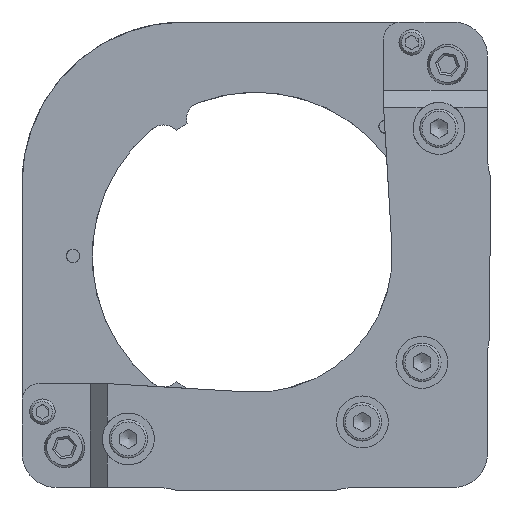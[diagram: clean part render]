
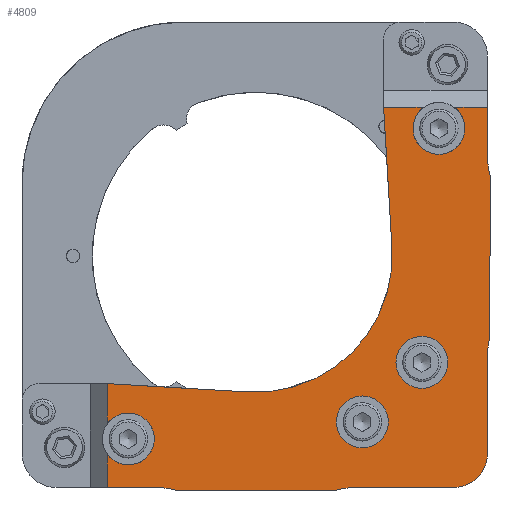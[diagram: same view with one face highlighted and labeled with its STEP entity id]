
A CAD part, left-side view. The second image highlights one B-rep face of the part: STEP entity #4809.
In plain terms, the highlighted face is planar.
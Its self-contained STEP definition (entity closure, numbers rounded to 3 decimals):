
#254=FACE_BOUND('',#749,.T.);
#255=FACE_BOUND('',#750,.T.);
#318=PLANE('',#5361);
#462=FACE_OUTER_BOUND('',#748,.T.);
#748=EDGE_LOOP('',(#3541,#3542,#3543,#3544,#3545,#3546,#3547,#3548,#3549,
#3550,#3551,#3552,#3553,#3554,#3555,#3556,#3557,#3558,#3559,#3560,#3561,
#3562));
#749=EDGE_LOOP('',(#3563,#3564));
#750=EDGE_LOOP('',(#3565,#3566));
#1097=CIRCLE('',#5362,3.05);
#1098=CIRCLE('',#5363,3.05);
#1099=CIRCLE('',#5364,8.);
#1100=CIRCLE('',#5365,8.);
#1101=CIRCLE('',#5366,4.);
#1102=CIRCLE('',#5367,8.);
#1103=CIRCLE('',#5368,8.);
#1104=CIRCLE('',#5369,3.05);
#1105=CIRCLE('',#5370,3.05);
#1106=CIRCLE('',#5371,16.);
#1107=CIRCLE('',#5372,3.05);
#1108=CIRCLE('',#5373,3.05);
#1109=CIRCLE('',#5374,3.05);
#1110=CIRCLE('',#5375,3.05);
#1376=LINE('',#7698,#1714);
#1382=LINE('',#7715,#1720);
#1403=LINE('',#7840,#1741);
#1404=LINE('',#7846,#1742);
#1405=LINE('',#7848,#1743);
#1406=LINE('',#7852,#1744);
#1407=LINE('',#7856,#1745);
#1408=LINE('',#7860,#1746);
#1409=LINE('',#7864,#1747);
#1410=LINE('',#7868,#1748);
#1411=LINE('',#7870,#1749);
#1412=LINE('',#7875,#1750);
#1714=VECTOR('',#6143,10.);
#1720=VECTOR('',#6155,10.);
#1741=VECTOR('',#6224,10.);
#1742=VECTOR('',#6229,10.);
#1743=VECTOR('',#6230,10.);
#1744=VECTOR('',#6233,10.);
#1745=VECTOR('',#6236,10.);
#1746=VECTOR('',#6239,10.);
#1747=VECTOR('',#6242,10.);
#1748=VECTOR('',#6245,10.);
#1749=VECTOR('',#6246,10.);
#1750=VECTOR('',#6251,10.);
#2100=VERTEX_POINT('',#7695);
#2101=VERTEX_POINT('',#7697);
#2108=VERTEX_POINT('',#7712);
#2109=VERTEX_POINT('',#7714);
#2147=VERTEX_POINT('',#7839);
#2148=VERTEX_POINT('',#7841);
#2149=VERTEX_POINT('',#7843);
#2150=VERTEX_POINT('',#7845);
#2151=VERTEX_POINT('',#7847);
#2152=VERTEX_POINT('',#7849);
#2153=VERTEX_POINT('',#7851);
#2154=VERTEX_POINT('',#7853);
#2155=VERTEX_POINT('',#7855);
#2156=VERTEX_POINT('',#7857);
#2157=VERTEX_POINT('',#7859);
#2158=VERTEX_POINT('',#7861);
#2159=VERTEX_POINT('',#7863);
#2160=VERTEX_POINT('',#7865);
#2161=VERTEX_POINT('',#7867);
#2162=VERTEX_POINT('',#7869);
#2163=VERTEX_POINT('',#7871);
#2164=VERTEX_POINT('',#7873);
#2165=VERTEX_POINT('',#7877);
#2166=VERTEX_POINT('',#7878);
#2167=VERTEX_POINT('',#7881);
#2168=VERTEX_POINT('',#7882);
#2640=EDGE_CURVE('',#2101,#2100,#1376,.T.);
#2648=EDGE_CURVE('',#2109,#2108,#1382,.T.);
#2692=EDGE_CURVE('',#2147,#2100,#1403,.T.);
#2693=EDGE_CURVE('',#2147,#2148,#1097,.T.);
#2694=EDGE_CURVE('',#2148,#2149,#1098,.T.);
#2695=EDGE_CURVE('',#2150,#2149,#1404,.T.);
#2696=EDGE_CURVE('',#2150,#2151,#1405,.T.);
#2697=EDGE_CURVE('',#2151,#2152,#1099,.F.);
#2698=EDGE_CURVE('',#2152,#2153,#1406,.T.);
#2699=EDGE_CURVE('',#2153,#2154,#1100,.F.);
#2700=EDGE_CURVE('',#2154,#2155,#1407,.T.);
#2701=EDGE_CURVE('',#2156,#2155,#1101,.T.);
#2702=EDGE_CURVE('',#2156,#2157,#1408,.T.);
#2703=EDGE_CURVE('',#2157,#2158,#1102,.F.);
#2704=EDGE_CURVE('',#2158,#2159,#1409,.T.);
#2705=EDGE_CURVE('',#2159,#2160,#1103,.F.);
#2706=EDGE_CURVE('',#2160,#2161,#1410,.T.);
#2707=EDGE_CURVE('',#2162,#2161,#1411,.T.);
#2708=EDGE_CURVE('',#2162,#2163,#1104,.T.);
#2709=EDGE_CURVE('',#2163,#2164,#1105,.T.);
#2710=EDGE_CURVE('',#2109,#2164,#1412,.T.);
#2711=EDGE_CURVE('',#2108,#2101,#1106,.T.);
#2712=EDGE_CURVE('',#2165,#2166,#1107,.T.);
#2713=EDGE_CURVE('',#2166,#2165,#1108,.T.);
#2714=EDGE_CURVE('',#2167,#2168,#1109,.T.);
#2715=EDGE_CURVE('',#2168,#2167,#1110,.T.);
#3541=ORIENTED_EDGE('',*,*,#2640,.T.);
#3542=ORIENTED_EDGE('',*,*,#2692,.F.);
#3543=ORIENTED_EDGE('',*,*,#2693,.T.);
#3544=ORIENTED_EDGE('',*,*,#2694,.T.);
#3545=ORIENTED_EDGE('',*,*,#2695,.F.);
#3546=ORIENTED_EDGE('',*,*,#2696,.T.);
#3547=ORIENTED_EDGE('',*,*,#2697,.T.);
#3548=ORIENTED_EDGE('',*,*,#2698,.T.);
#3549=ORIENTED_EDGE('',*,*,#2699,.T.);
#3550=ORIENTED_EDGE('',*,*,#2700,.T.);
#3551=ORIENTED_EDGE('',*,*,#2701,.F.);
#3552=ORIENTED_EDGE('',*,*,#2702,.T.);
#3553=ORIENTED_EDGE('',*,*,#2703,.T.);
#3554=ORIENTED_EDGE('',*,*,#2704,.T.);
#3555=ORIENTED_EDGE('',*,*,#2705,.T.);
#3556=ORIENTED_EDGE('',*,*,#2706,.T.);
#3557=ORIENTED_EDGE('',*,*,#2707,.F.);
#3558=ORIENTED_EDGE('',*,*,#2708,.T.);
#3559=ORIENTED_EDGE('',*,*,#2709,.T.);
#3560=ORIENTED_EDGE('',*,*,#2710,.F.);
#3561=ORIENTED_EDGE('',*,*,#2648,.T.);
#3562=ORIENTED_EDGE('',*,*,#2711,.T.);
#3563=ORIENTED_EDGE('',*,*,#2712,.T.);
#3564=ORIENTED_EDGE('',*,*,#2713,.T.);
#3565=ORIENTED_EDGE('',*,*,#2714,.T.);
#3566=ORIENTED_EDGE('',*,*,#2715,.T.);
#4809=ADVANCED_FACE('',(#462,#254,#255),#318,.T.);
#5361=AXIS2_PLACEMENT_3D('',#7838,#6222,#6223);
#5362=AXIS2_PLACEMENT_3D('',#7842,#6225,#6226);
#5363=AXIS2_PLACEMENT_3D('',#7844,#6227,#6228);
#5364=AXIS2_PLACEMENT_3D('',#7850,#6231,#6232);
#5365=AXIS2_PLACEMENT_3D('',#7854,#6234,#6235);
#5366=AXIS2_PLACEMENT_3D('',#7858,#6237,#6238);
#5367=AXIS2_PLACEMENT_3D('',#7862,#6240,#6241);
#5368=AXIS2_PLACEMENT_3D('',#7866,#6243,#6244);
#5369=AXIS2_PLACEMENT_3D('',#7872,#6247,#6248);
#5370=AXIS2_PLACEMENT_3D('',#7874,#6249,#6250);
#5371=AXIS2_PLACEMENT_3D('',#7876,#6252,#6253);
#5372=AXIS2_PLACEMENT_3D('',#7879,#6254,#6255);
#5373=AXIS2_PLACEMENT_3D('',#7880,#6256,#6257);
#5374=AXIS2_PLACEMENT_3D('',#7883,#6258,#6259);
#5375=AXIS2_PLACEMENT_3D('',#7884,#6260,#6261);
#6143=DIRECTION('',(0.,0.998,-0.059));
#6155=DIRECTION('',(0.,-0.059,0.998));
#6222=DIRECTION('center_axis',(1.,0.,0.));
#6223=DIRECTION('ref_axis',(0.,0.,-1.));
#6224=DIRECTION('',(0.,0.,-1.));
#6225=DIRECTION('center_axis',(-1.,0.,0.));
#6226=DIRECTION('ref_axis',(0.,0.,-1.));
#6227=DIRECTION('center_axis',(-1.,0.,0.));
#6228=DIRECTION('ref_axis',(0.,0.,-1.));
#6229=DIRECTION('',(0.,0.,-1.));
#6230=DIRECTION('',(0.,-1.,0.));
#6231=DIRECTION('center_axis',(1.,0.,0.));
#6232=DIRECTION('ref_axis',(0.,-0.271,-0.963));
#6233=DIRECTION('',(0.,-1.,0.));
#6234=DIRECTION('center_axis',(1.,0.,0.));
#6235=DIRECTION('ref_axis',(0.,0.271,-0.963));
#6236=DIRECTION('',(0.,-1.,0.));
#6237=DIRECTION('center_axis',(-1.,0.,0.));
#6238=DIRECTION('ref_axis',(0.,-0.707,0.707));
#6239=DIRECTION('',(0.,0.,-1.));
#6240=DIRECTION('center_axis',(1.,0.,0.));
#6241=DIRECTION('ref_axis',(0.,0.963,-0.271));
#6242=DIRECTION('',(0.,0.,-1.));
#6243=DIRECTION('center_axis',(1.,0.,0.));
#6244=DIRECTION('ref_axis',(0.,0.963,0.271));
#6245=DIRECTION('',(0.,0.,-1.));
#6246=DIRECTION('',(0.,-1.,0.));
#6247=DIRECTION('center_axis',(-1.,0.,0.));
#6248=DIRECTION('ref_axis',(0.,0.,-1.));
#6249=DIRECTION('center_axis',(-1.,0.,0.));
#6250=DIRECTION('ref_axis',(0.,0.,-1.));
#6251=DIRECTION('',(0.,-1.,0.));
#6252=DIRECTION('center_axis',(-1.,0.,0.));
#6253=DIRECTION('ref_axis',(0.,0.,1.));
#6254=DIRECTION('center_axis',(-1.,0.,0.));
#6255=DIRECTION('ref_axis',(0.,0.,-1.));
#6256=DIRECTION('center_axis',(-1.,0.,0.));
#6257=DIRECTION('ref_axis',(0.,0.,-1.));
#6258=DIRECTION('center_axis',(-1.,0.,0.));
#6259=DIRECTION('ref_axis',(0.,0.,-1.));
#6260=DIRECTION('center_axis',(-1.,0.,0.));
#6261=DIRECTION('ref_axis',(0.,0.,-1.));
#7695=CARTESIAN_POINT('',(16.,24.868,0.68));
#7697=CARTESIAN_POINT('',(16.,8.306,1.652));
#7698=CARTESIAN_POINT('',(16.,8.306,1.652));
#7712=CARTESIAN_POINT('',(16.,-8.604,-15.258));
#7714=CARTESIAN_POINT('',(16.,-7.632,-31.82));
#7715=CARTESIAN_POINT('',(16.,-8.118,-23.539));
#7838=CARTESIAN_POINT('Origin',(16.,7.368,-14.32));
#7839=CARTESIAN_POINT('',(16.,24.868,5.432));
#7840=CARTESIAN_POINT('',(16.,24.868,-9.427));
#7841=CARTESIAN_POINT('',(16.,22.368,10.23));
#7842=CARTESIAN_POINT('Origin',(16.,22.368,7.18));
#7843=CARTESIAN_POINT('',(16.,24.868,8.927));
#7844=CARTESIAN_POINT('Origin',(16.,22.368,7.18));
#7845=CARTESIAN_POINT('',(16.,24.868,12.88));
#7846=CARTESIAN_POINT('',(16.,24.868,-9.427));
#7847=CARTESIAN_POINT('',(16.,19.038,12.88));
#7848=CARTESIAN_POINT('',(16.,21.118,12.88));
#7849=CARTESIAN_POINT('',(16.,16.868,13.18));
#7850=CARTESIAN_POINT('Origin',(16.,19.038,20.88));
#7851=CARTESIAN_POINT('',(16.,-2.132,13.18));
#7852=CARTESIAN_POINT('',(16.,-20.132,13.18));
#7853=CARTESIAN_POINT('',(16.,-4.302,12.88));
#7854=CARTESIAN_POINT('Origin',(16.,-4.302,20.88));
#7855=CARTESIAN_POINT('',(16.,-15.832,12.88));
#7856=CARTESIAN_POINT('',(16.,2.618,12.88));
#7857=CARTESIAN_POINT('',(16.,-19.832,8.88));
#7858=CARTESIAN_POINT('Origin',(16.,-15.832,8.88));
#7859=CARTESIAN_POINT('',(16.,-19.832,-2.65));
#7860=CARTESIAN_POINT('',(16.,-19.832,-0.57));
#7861=CARTESIAN_POINT('',(16.,-20.132,-4.82));
#7862=CARTESIAN_POINT('Origin',(16.,-27.832,-2.65));
#7863=CARTESIAN_POINT('',(16.,-20.132,-23.82));
#7864=CARTESIAN_POINT('',(16.,-20.132,-41.82));
#7865=CARTESIAN_POINT('',(16.,-19.832,-25.991));
#7866=CARTESIAN_POINT('Origin',(16.,-27.832,-25.991));
#7867=CARTESIAN_POINT('',(16.,-19.832,-31.82));
#7868=CARTESIAN_POINT('',(16.,-19.832,-19.07));
#7869=CARTESIAN_POINT('',(16.,-15.879,-31.82));
#7870=CARTESIAN_POINT('',(16.,-8.579,-31.82));
#7871=CARTESIAN_POINT('',(16.,-14.132,-26.27));
#7872=CARTESIAN_POINT('Origin',(16.,-14.132,-29.32));
#7873=CARTESIAN_POINT('',(16.,-12.385,-31.82));
#7874=CARTESIAN_POINT('Origin',(16.,-14.132,-29.32));
#7875=CARTESIAN_POINT('',(16.,-8.579,-31.82));
#7876=CARTESIAN_POINT('Origin',(16.,7.368,-14.32));
#7877=CARTESIAN_POINT('',(16.,-12.132,-4.87));
#7878=CARTESIAN_POINT('',(16.,-12.132,1.23));
#7879=CARTESIAN_POINT('Origin',(16.,-12.132,-1.82));
#7880=CARTESIAN_POINT('Origin',(16.,-12.132,-1.82));
#7881=CARTESIAN_POINT('',(16.,-5.132,2.13));
#7882=CARTESIAN_POINT('',(16.,-5.132,8.23));
#7883=CARTESIAN_POINT('Origin',(16.,-5.132,5.18));
#7884=CARTESIAN_POINT('Origin',(16.,-5.132,5.18));
